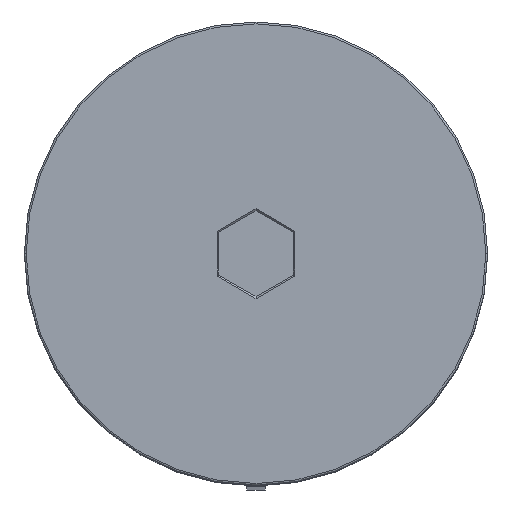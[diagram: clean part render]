
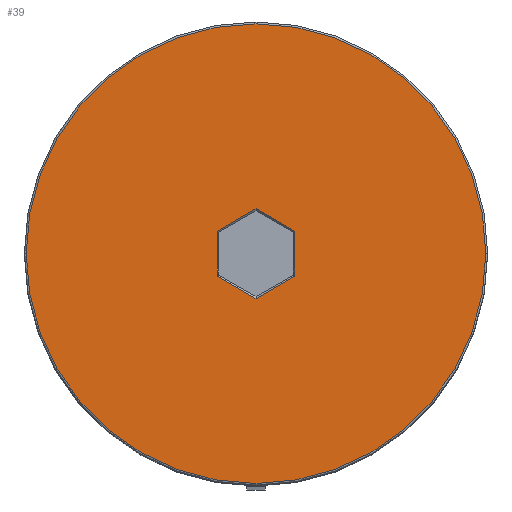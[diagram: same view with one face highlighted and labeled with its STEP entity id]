
A CAD part, top view. The second image highlights one B-rep face of the part: STEP entity #39.
In plain terms, the highlighted planar face has unit normal (0, 0, 1).
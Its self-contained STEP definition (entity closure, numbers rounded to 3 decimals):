
#25 = CARTESIAN_POINT ( 'NONE',  ( -0.05, 2.396, 0. ) ) ;
#39 = ADVANCED_FACE ( 'NONE', ( #633, #1295 ), #1609, .T. ) ;
#76 = ORIENTED_EDGE ( 'NONE', *, *, #135, .T. ) ;
#86 = LINE ( 'NONE', #94, #1867 ) ;
#94 = CARTESIAN_POINT ( 'NONE',  ( 2.05, 1.241, 0. ) ) ;
#98 = DIRECTION ( 'NONE',  ( 1., 0., 0. ) ) ;
#111 = EDGE_CURVE ( 'NONE', #1288, #249, #1135, .T. ) ;
#135 = EDGE_CURVE ( 'NONE', #216, #1782, #660, .T. ) ;
#172 = VECTOR ( 'NONE', #336, 1000. ) ;
#216 = VERTEX_POINT ( 'NONE', #1827 ) ;
#222 = ORIENTED_EDGE ( 'NONE', *, *, #1621, .T. ) ;
#235 = DIRECTION ( 'NONE',  ( 0., 1., 0. ) ) ;
#249 = VERTEX_POINT ( 'NONE', #360 ) ;
#263 = CARTESIAN_POINT ( 'NONE',  ( 0., 0., 0. ) ) ;
#336 = DIRECTION ( 'NONE',  ( 0.866, 0.5, 0. ) ) ;
#355 = LINE ( 'NONE', #25, #172 ) ;
#360 = CARTESIAN_POINT ( 'NONE',  ( -2.1, -1.212, 0. ) ) ;
#384 = CARTESIAN_POINT ( 'NONE',  ( 0.05, -2.396, 0. ) ) ;
#441 = CARTESIAN_POINT ( 'NONE',  ( -12.4, 0., 0. ) ) ;
#490 = DIRECTION ( 'NONE',  ( -0.866, 0.5, 0. ) ) ;
#495 = DIRECTION ( 'NONE',  ( 0.866, -0.5, 0. ) ) ;
#514 = AXIS2_PLACEMENT_3D ( 'NONE', #263, #730, #98 ) ;
#582 = CIRCLE ( 'NONE', #2035, 12.4 ) ;
#617 = DIRECTION ( 'NONE',  ( 1., 0., 0. ) ) ;
#625 = CARTESIAN_POINT ( 'NONE',  ( 0., -2.425, 0. ) ) ;
#633 = FACE_OUTER_BOUND ( 'NONE', #967, .T. ) ;
#650 = ORIENTED_EDGE ( 'NONE', *, *, #111, .T. ) ;
#660 = LINE ( 'NONE', #962, #1589 ) ;
#682 = EDGE_CURVE ( 'NONE', #2041, #216, #86, .T. ) ;
#730 = DIRECTION ( 'NONE',  ( 0., 0., 1. ) ) ;
#823 = ORIENTED_EDGE ( 'NONE', *, *, #1065, .T. ) ;
#834 = VERTEX_POINT ( 'NONE', #1878 ) ;
#836 = EDGE_CURVE ( 'NONE', #834, #2041, #355, .T. ) ;
#900 = ORIENTED_EDGE ( 'NONE', *, *, #1461, .T. ) ;
#961 = CARTESIAN_POINT ( 'NONE',  ( 2.1, -1.212, 0. ) ) ;
#962 = CARTESIAN_POINT ( 'NONE',  ( 2.1, -1.155, 0. ) ) ;
#967 = EDGE_LOOP ( 'NONE', ( #222, #1852 ) ) ;
#982 = DIRECTION ( 'NONE',  ( 0., 0., 1. ) ) ;
#996 = ORIENTED_EDGE ( 'NONE', *, *, #836, .T. ) ;
#1004 = DIRECTION ( 'NONE',  ( 1., 0., 0. ) ) ;
#1054 = CARTESIAN_POINT ( 'NONE',  ( 0., 2.425, 0. ) ) ;
#1065 = EDGE_CURVE ( 'NONE', #1782, #1288, #1996, .T. ) ;
#1135 = LINE ( 'NONE', #1154, #1526 ) ;
#1140 = EDGE_LOOP ( 'NONE', ( #823, #650, #900, #996, #1921, #76 ) ) ;
#1154 = CARTESIAN_POINT ( 'NONE',  ( -2.05, -1.241, 0. ) ) ;
#1175 = CARTESIAN_POINT ( 'NONE',  ( -2.1, 1.155, 0. ) ) ;
#1182 = CARTESIAN_POINT ( 'NONE',  ( 12.4, 0., 0. ) ) ;
#1206 = LINE ( 'NONE', #1175, #1334 ) ;
#1279 = CARTESIAN_POINT ( 'NONE',  ( 0., 0., 0. ) ) ;
#1288 = VERTEX_POINT ( 'NONE', #625 ) ;
#1293 = AXIS2_PLACEMENT_3D ( 'NONE', #1279, #982, #617 ) ;
#1295 = FACE_BOUND ( 'NONE', #1140, .T. ) ;
#1334 = VECTOR ( 'NONE', #235, 1000. ) ;
#1340 = DIRECTION ( 'NONE',  ( -0.866, -0.5, 0. ) ) ;
#1429 = CIRCLE ( 'NONE', #514, 12.4 ) ;
#1436 = DIRECTION ( 'NONE',  ( 0., -1., 0. ) ) ;
#1461 = EDGE_CURVE ( 'NONE', #249, #834, #1206, .T. ) ;
#1526 = VECTOR ( 'NONE', #490, 1000. ) ;
#1589 = VECTOR ( 'NONE', #1436, 1000. ) ;
#1609 = PLANE ( 'NONE',  #1293 ) ;
#1621 = EDGE_CURVE ( 'NONE', #1945, #1705, #1429, .T. ) ;
#1680 = DIRECTION ( 'NONE',  ( 0., 0., 1. ) ) ;
#1705 = VERTEX_POINT ( 'NONE', #441 ) ;
#1782 = VERTEX_POINT ( 'NONE', #961 ) ;
#1827 = CARTESIAN_POINT ( 'NONE',  ( 2.1, 1.212, 0. ) ) ;
#1852 = ORIENTED_EDGE ( 'NONE', *, *, #1977, .T. ) ;
#1867 = VECTOR ( 'NONE', #495, 1000. ) ;
#1878 = CARTESIAN_POINT ( 'NONE',  ( -2.1, 1.212, 0. ) ) ;
#1921 = ORIENTED_EDGE ( 'NONE', *, *, #682, .T. ) ;
#1945 = VERTEX_POINT ( 'NONE', #1182 ) ;
#1977 = EDGE_CURVE ( 'NONE', #1705, #1945, #582, .T. ) ;
#1990 = CARTESIAN_POINT ( 'NONE',  ( 0., 0., 0. ) ) ;
#1996 = LINE ( 'NONE', #384, #2000 ) ;
#2000 = VECTOR ( 'NONE', #1340, 1000. ) ;
#2035 = AXIS2_PLACEMENT_3D ( 'NONE', #1990, #1680, #1004 ) ;
#2041 = VERTEX_POINT ( 'NONE', #1054 ) ;
